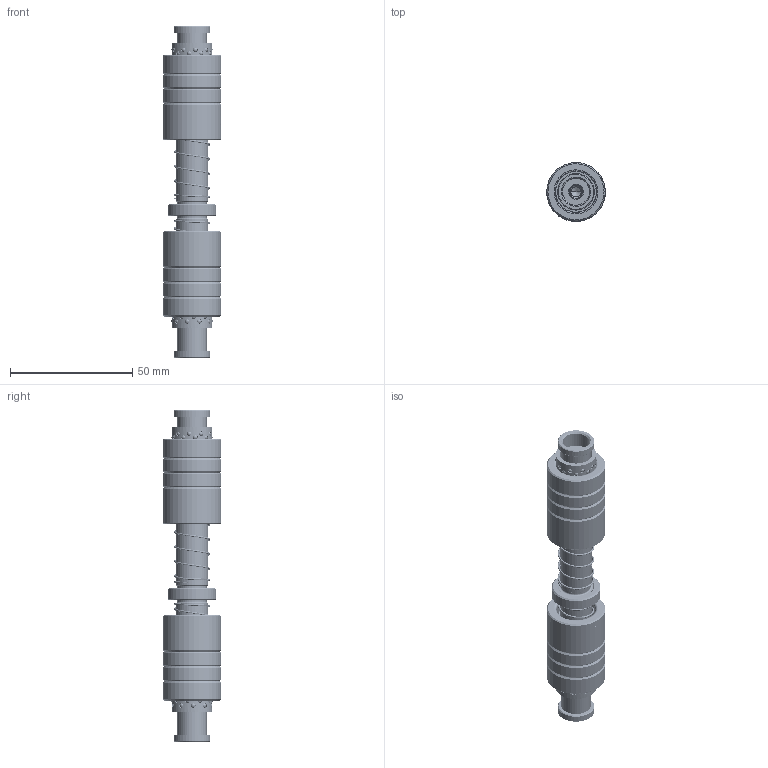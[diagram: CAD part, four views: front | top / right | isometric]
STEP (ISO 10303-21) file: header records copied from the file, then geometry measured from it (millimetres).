
FILE_DESCRIPTION (( 'STEP AP214' ), '1' );
FILE_NAME ('BJGPW BSGPW-D13-LA60-LB50-絳杶BL35.STEP', '2021-09-26T03:45:50', ( 'User' ), ( 'china' ), 'SwSTEP 2.0', 'SolidWorks 2016', '' );
FILE_SCHEMA (( 'AUTOMOTIVE_DESIGN' ));
Length unit declared in the file: millimetre
Products named in the file (10): HWP-B-D14.9-d13.5-L30; HWP-B-D14.9-d13.5-L50; GGTK-D15-d12-10; GBBW--D24-d17-L35; GBBW-D24-d17-L35; BSH BJH-D16.7-13.3-L30; BALL-D2; GPWH-D13-60-50-10; BJGPW BSGPW-D13-LA60-LB50-絳杶BL35
Assembly tree (160 placements, depth 3):
  BJGPW BSGPW-D13-LA60-LB50-絳杶BL35
    GPWH-D13-60-50-10
    BSH BJH-D16.7-13.3-L30  x2
      BSH BJH-D16.7-13.3-L30
      BALL-D2
    GBBW-D24-d17-L35
    GBBW--D24-d17-L35
    GGTK-D15-d12-10  x2
    HWP-B-D14.9-d13.5-L50
    HWP-B-D14.9-d13.5-L30
Bounding box: 24 x 24 x 136 mm (x, y, z)
Volume: 38031 mm3; surface area: 31626.6 mm2
Topology: 309 solids, 309 shells, 1422 faces, 6008 edges, 3968 vertices
Faces by surface type: sphere 1200, cone 80, cylinder 76, plane 38, torus 16, bspline 12
Entity records: 33918 total; most frequent: CARTESIAN_POINT 20158, ORIENTED_EDGE 2748, DIRECTION 2470, EDGE_CURVE 1374, AXIS2_PLACEMENT_3D 1150, VERTEX_POINT 886, EDGE_LOOP 792, B_SPLINE_CURVE_WITH_KNOTS 696
